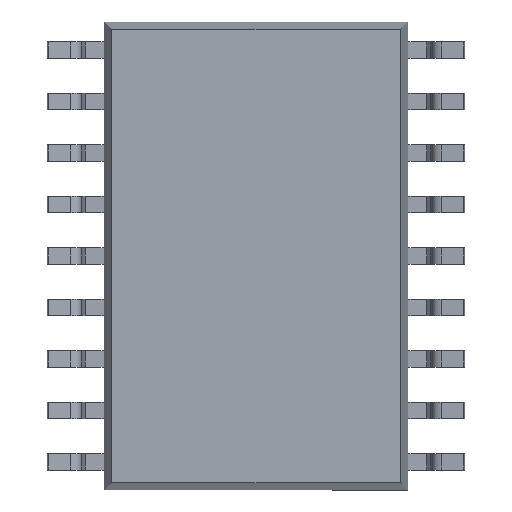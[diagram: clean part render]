
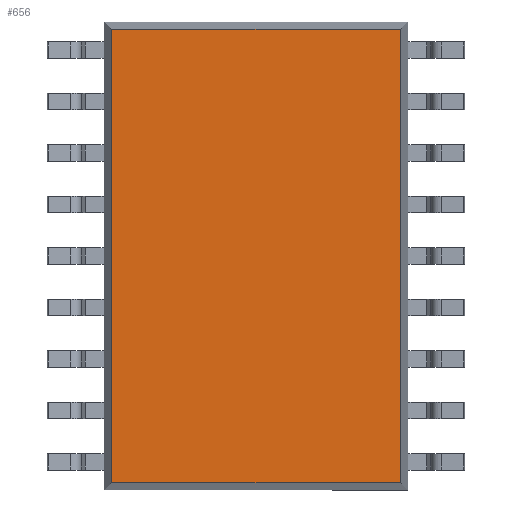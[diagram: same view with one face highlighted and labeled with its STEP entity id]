
A CAD part, front view. The second image highlights one B-rep face of the part: STEP entity #656.
In plain terms, the highlighted planar face has unit normal (0, -1, 0).
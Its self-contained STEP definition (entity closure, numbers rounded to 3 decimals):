
#62 = EDGE_CURVE ( 'NONE', #865, #4418, #8169, .T. ) ;
#358 = PLANE ( 'NONE',  #8245 ) ;
#431 = LINE ( 'NONE', #8191, #1791 ) ;
#541 = LINE ( 'NONE', #5831, #1965 ) ;
#656 = ADVANCED_FACE ( 'NONE', ( #6238 ), #358, .T. ) ;
#865 = VERTEX_POINT ( 'NONE', #2847 ) ;
#1307 = CARTESIAN_POINT ( 'NONE',  ( 3.566, 0.3, -5.591 ) ) ;
#1705 = DIRECTION ( 'NONE',  ( 0., 0., 1. ) ) ;
#1729 = DIRECTION ( 'NONE',  ( 0., -1., 0. ) ) ;
#1791 = VECTOR ( 'NONE', #8283, 1000. ) ;
#1913 = EDGE_LOOP ( 'NONE', ( #6532, #7893, #5738, #2664 ) ) ;
#1965 = VECTOR ( 'NONE', #1705, 1000. ) ;
#2287 = EDGE_CURVE ( 'NONE', #2657, #865, #3139, .T. ) ;
#2492 = CARTESIAN_POINT ( 'NONE',  ( 3.566, 0.3, 5.591 ) ) ;
#2657 = VERTEX_POINT ( 'NONE', #6674 ) ;
#2664 = ORIENTED_EDGE ( 'NONE', *, *, #2287, .T. ) ;
#2847 = CARTESIAN_POINT ( 'NONE',  ( -3.566, 0.3, -5.591 ) ) ;
#3139 = LINE ( 'NONE', #7716, #4306 ) ;
#3515 = CARTESIAN_POINT ( 'NONE',  ( -3.75, 0.3, -5.591 ) ) ;
#3953 = VERTEX_POINT ( 'NONE', #2492 ) ;
#4306 = VECTOR ( 'NONE', #5883, 1000. ) ;
#4398 = DIRECTION ( 'NONE',  ( 0., 0., -1. ) ) ;
#4418 = VERTEX_POINT ( 'NONE', #1307 ) ;
#4619 = EDGE_CURVE ( 'NONE', #3953, #2657, #431, .T. ) ;
#5738 = ORIENTED_EDGE ( 'NONE', *, *, #4619, .T. ) ;
#5831 = CARTESIAN_POINT ( 'NONE',  ( 3.566, 0.3, -5.775 ) ) ;
#5883 = DIRECTION ( 'NONE',  ( 0., 0., -1. ) ) ;
#6164 = DIRECTION ( 'NONE',  ( 1., 0., 0. ) ) ;
#6238 = FACE_OUTER_BOUND ( 'NONE', #1913, .T. ) ;
#6277 = EDGE_CURVE ( 'NONE', #4418, #3953, #541, .T. ) ;
#6532 = ORIENTED_EDGE ( 'NONE', *, *, #62, .T. ) ;
#6674 = CARTESIAN_POINT ( 'NONE',  ( -3.566, 0.3, 5.591 ) ) ;
#7598 = CARTESIAN_POINT ( 'NONE',  ( 0., 0.3, 0. ) ) ;
#7716 = CARTESIAN_POINT ( 'NONE',  ( -3.566, 0.3, 5.775 ) ) ;
#7893 = ORIENTED_EDGE ( 'NONE', *, *, #6277, .T. ) ;
#8037 = VECTOR ( 'NONE', #6164, 1000. ) ;
#8169 = LINE ( 'NONE', #3515, #8037 ) ;
#8191 = CARTESIAN_POINT ( 'NONE',  ( 3.75, 0.3, 5.591 ) ) ;
#8245 = AXIS2_PLACEMENT_3D ( 'NONE', #7598, #1729, #4398 ) ;
#8283 = DIRECTION ( 'NONE',  ( -1., 0., 0. ) ) ;
